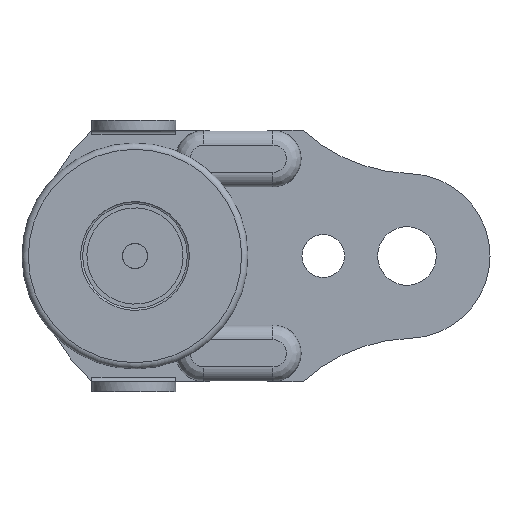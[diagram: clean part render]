
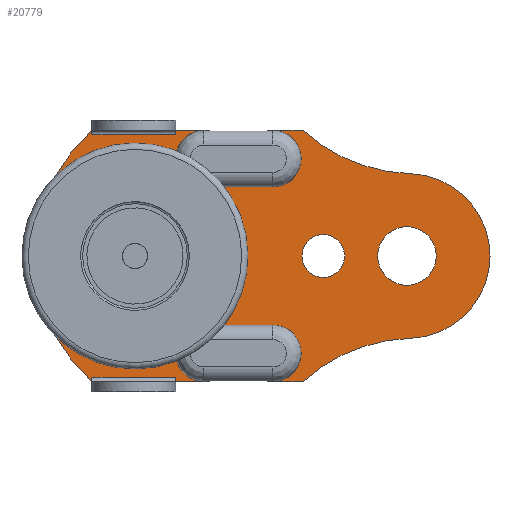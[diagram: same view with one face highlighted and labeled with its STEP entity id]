
A CAD part, left-side view. The second image highlights one B-rep face of the part: STEP entity #20779.
In plain terms, the highlighted planar face has unit normal (-1, 0, 0).
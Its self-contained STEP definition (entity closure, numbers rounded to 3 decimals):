
#76=FACE_BOUND('',#2241,.T.);
#77=FACE_BOUND('',#2242,.T.);
#78=FACE_BOUND('',#2243,.T.);
#155=PLANE('',#21926);
#1175=FACE_OUTER_BOUND('',#2240,.T.);
#2240=EDGE_LOOP('',(#13903,#13904,#13905,#13906,#13907,#13908,#13909,#13910,
#13911,#13912,#13913,#13914,#13915,#13916,#13917,#13918,#13919,#13920,#13921,
#13922));
#2241=EDGE_LOOP('',(#13923));
#2242=EDGE_LOOP('',(#13924));
#2243=EDGE_LOOP('',(#13925));
#3342=CIRCLE('',#21879,6.75);
#3347=CIRCLE('',#21885,6.75);
#3361=CIRCLE('',#21913,6.75);
#3364=CIRCLE('',#21917,6.75);
#3365=CIRCLE('',#21920,16.);
#3366=CIRCLE('',#21922,7.);
#3367=CIRCLE('',#21924,5.1);
#3368=CIRCLE('',#21927,39.888);
#3369=CIRCLE('',#21928,40.001);
#3370=CIRCLE('',#21929,19.678);
#3371=CIRCLE('',#21930,40.001);
#4079=LINE('',#29821,#6339);
#4081=LINE('',#29849,#6341);
#4086=LINE('',#29877,#6346);
#4102=LINE('',#29952,#6362);
#4104=LINE('',#29978,#6364);
#4106=LINE('',#30032,#6366);
#4107=LINE('',#30035,#6367);
#4108=LINE('',#30037,#6368);
#4109=LINE('',#30038,#6369);
#4110=LINE('',#30040,#6370);
#4111=LINE('',#30042,#6371);
#4112=LINE('',#30043,#6372);
#6339=VECTOR('',#23831,10.);
#6341=VECTOR('',#23845,10.);
#6346=VECTOR('',#23860,10.);
#6362=VECTOR('',#23920,10.);
#6364=VECTOR('',#23932,10.);
#6366=VECTOR('',#23954,10.);
#6367=VECTOR('',#23957,10.);
#6368=VECTOR('',#23958,10.);
#6369=VECTOR('',#23959,10.);
#6370=VECTOR('',#23962,10.);
#6371=VECTOR('',#23963,10.);
#6372=VECTOR('',#23964,10.);
#8613=VERTEX_POINT('',#29743);
#8615=VERTEX_POINT('',#29749);
#8630=VERTEX_POINT('',#29818);
#8631=VERTEX_POINT('',#29820);
#8633=VERTEX_POINT('',#29839);
#8636=VERTEX_POINT('',#29847);
#8638=VERTEX_POINT('',#29867);
#8639=VERTEX_POINT('',#29875);
#8652=VERTEX_POINT('',#29940);
#8655=VERTEX_POINT('',#29946);
#8656=VERTEX_POINT('',#29950);
#8657=VERTEX_POINT('',#29968);
#8659=VERTEX_POINT('',#29974);
#8661=VERTEX_POINT('',#29998);
#8662=VERTEX_POINT('',#30001);
#8663=VERTEX_POINT('',#30004);
#8664=VERTEX_POINT('',#30007);
#8667=VERTEX_POINT('',#30021);
#8668=VERTEX_POINT('',#30034);
#8669=VERTEX_POINT('',#30036);
#8670=VERTEX_POINT('',#30041);
#8671=VERTEX_POINT('',#30044);
#8672=VERTEX_POINT('',#30046);
#10686=EDGE_CURVE('',#8630,#8631,#4079,.T.);
#10689=EDGE_CURVE('',#8630,#8633,#3342,.T.);
#10693=EDGE_CURVE('',#8633,#8636,#4081,.T.);
#10696=EDGE_CURVE('',#8636,#8638,#3347,.T.);
#10701=EDGE_CURVE('',#8639,#8638,#4086,.T.);
#10729=EDGE_CURVE('',#8656,#8652,#4102,.T.);
#10732=EDGE_CURVE('',#8657,#8652,#3361,.T.);
#10735=EDGE_CURVE('',#8659,#8657,#4104,.T.);
#10737=EDGE_CURVE('',#8655,#8659,#3364,.T.);
#10738=EDGE_CURVE('',#8661,#8661,#3365,.T.);
#10739=EDGE_CURVE('',#8662,#8662,#3366,.T.);
#10740=EDGE_CURVE('',#8663,#8663,#3367,.T.);
#10744=EDGE_CURVE('',#8667,#8664,#4106,.T.);
#10745=EDGE_CURVE('',#8639,#8668,#4107,.T.);
#10746=EDGE_CURVE('',#8669,#8668,#4108,.T.);
#10747=EDGE_CURVE('',#8669,#8613,#4109,.T.);
#10748=EDGE_CURVE('',#8615,#8613,#3368,.T.);
#10749=EDGE_CURVE('',#8615,#8664,#4110,.T.);
#10750=EDGE_CURVE('',#8667,#8670,#4111,.T.);
#10751=EDGE_CURVE('',#8655,#8670,#4112,.T.);
#10752=EDGE_CURVE('',#8671,#8656,#3369,.T.);
#10753=EDGE_CURVE('',#8672,#8671,#3370,.T.);
#10754=EDGE_CURVE('',#8631,#8672,#3371,.T.);
#13903=ORIENTED_EDGE('',*,*,#10696,.T.);
#13904=ORIENTED_EDGE('',*,*,#10701,.F.);
#13905=ORIENTED_EDGE('',*,*,#10745,.T.);
#13906=ORIENTED_EDGE('',*,*,#10746,.F.);
#13907=ORIENTED_EDGE('',*,*,#10747,.T.);
#13908=ORIENTED_EDGE('',*,*,#10748,.F.);
#13909=ORIENTED_EDGE('',*,*,#10749,.T.);
#13910=ORIENTED_EDGE('',*,*,#10744,.F.);
#13911=ORIENTED_EDGE('',*,*,#10750,.T.);
#13912=ORIENTED_EDGE('',*,*,#10751,.F.);
#13913=ORIENTED_EDGE('',*,*,#10737,.T.);
#13914=ORIENTED_EDGE('',*,*,#10735,.T.);
#13915=ORIENTED_EDGE('',*,*,#10732,.T.);
#13916=ORIENTED_EDGE('',*,*,#10729,.F.);
#13917=ORIENTED_EDGE('',*,*,#10752,.F.);
#13918=ORIENTED_EDGE('',*,*,#10753,.F.);
#13919=ORIENTED_EDGE('',*,*,#10754,.F.);
#13920=ORIENTED_EDGE('',*,*,#10686,.F.);
#13921=ORIENTED_EDGE('',*,*,#10689,.T.);
#13922=ORIENTED_EDGE('',*,*,#10693,.T.);
#13923=ORIENTED_EDGE('',*,*,#10738,.T.);
#13924=ORIENTED_EDGE('',*,*,#10739,.T.);
#13925=ORIENTED_EDGE('',*,*,#10740,.T.);
#20779=ADVANCED_FACE('',(#1175,#76,#77,#78),#155,.T.);
#21879=AXIS2_PLACEMENT_3D('',#29841,#23835,#23836);
#21885=AXIS2_PLACEMENT_3D('',#29869,#23849,#23850);
#21913=AXIS2_PLACEMENT_3D('',#29972,#23925,#23926);
#21917=AXIS2_PLACEMENT_3D('',#29995,#23935,#23936);
#21920=AXIS2_PLACEMENT_3D('',#29999,#23941,#23942);
#21922=AXIS2_PLACEMENT_3D('',#30002,#23945,#23946);
#21924=AXIS2_PLACEMENT_3D('',#30005,#23949,#23950);
#21926=AXIS2_PLACEMENT_3D('',#30033,#23955,#23956);
#21927=AXIS2_PLACEMENT_3D('',#30039,#23960,#23961);
#21928=AXIS2_PLACEMENT_3D('',#30045,#23965,#23966);
#21929=AXIS2_PLACEMENT_3D('',#30047,#23967,#23968);
#21930=AXIS2_PLACEMENT_3D('',#30048,#23969,#23970);
#23831=DIRECTION('',(0.,-1.,0.));
#23835=DIRECTION('center_axis',(1.,0.,0.));
#23836=DIRECTION('ref_axis',(0.,0.,
1.));
#23845=DIRECTION('',(0.,1.,0.));
#23849=DIRECTION('center_axis',(1.,0.,0.));
#23850=DIRECTION('ref_axis',(0.,0.,
-1.));
#23860=DIRECTION('',(0.,-1.,0.));
#23920=DIRECTION('',(0.,1.,0.));
#23925=DIRECTION('center_axis',(1.,0.,0.));
#23926=DIRECTION('ref_axis',(0.,0.,
-1.));
#23932=DIRECTION('',(0.,-1.,0.));
#23935=DIRECTION('center_axis',(1.,0.,0.));
#23936=DIRECTION('ref_axis',(0.,0.,
1.));
#23941=DIRECTION('center_axis',(1.,0.,0.));
#23942=DIRECTION('ref_axis',(0.,0.,
-1.));
#23945=DIRECTION('center_axis',(1.,0.,0.));
#23946=DIRECTION('ref_axis',(0.,0.,
-1.));
#23949=DIRECTION('center_axis',(1.,0.,0.));
#23950=DIRECTION('ref_axis',(0.,0.,
-1.));
#23954=DIRECTION('',(0.,1.,0.));
#23955=DIRECTION('center_axis',(-1.,0.,0.));
#23956=DIRECTION('ref_axis',(0.,0.,
1.));
#23957=DIRECTION('',(0.,0.,-1.));
#23958=DIRECTION('',(0.,-1.,0.));
#23959=DIRECTION('',(0.,0.,1.));
#23960=DIRECTION('center_axis',(1.,0.,0.));
#23961=DIRECTION('ref_axis',(0.,0.659,0.752));
#23962=DIRECTION('',(0.,0.,1.));
#23963=DIRECTION('',(0.,0.,-1.));
#23964=DIRECTION('',(0.,1.,0.));
#23965=DIRECTION('center_axis',(-1.,0.,0.));
#23966=DIRECTION('ref_axis',(0.,-0.031,-1.));
#23967=DIRECTION('center_axis',(1.,0.,0.));
#23968=DIRECTION('ref_axis',(0.,-0.031,-1.));
#23969=DIRECTION('center_axis',(-1.,0.,0.));
#23970=DIRECTION('ref_axis',(0.,-0.671,0.741));
#29743=CARTESIAN_POINT('',(-16.042,10.288,30.));
#29749=CARTESIAN_POINT('',(-16.042,10.288,-30.));
#29818=CARTESIAN_POINT('',(-16.042,-32.962,30.));
#29820=CARTESIAN_POINT('',(-16.042,-40.172,30.));
#29821=CARTESIAN_POINT('',(-16.042,-40.172,30.));
#29839=CARTESIAN_POINT('',(-16.042,-32.962,16.5));
#29841=CARTESIAN_POINT('Origin',(-16.042,-32.962,23.25));
#29847=CARTESIAN_POINT('',(-16.042,-16.462,16.5));
#29849=CARTESIAN_POINT('',(-16.042,-22.644,16.5));
#29867=CARTESIAN_POINT('',(-16.042,-16.462,30.));
#29869=CARTESIAN_POINT('Origin',(-16.042,-16.462,23.25));
#29875=CARTESIAN_POINT('',(-16.042,-9.712,30.));
#29877=CARTESIAN_POINT('',(-16.042,-40.172,30.));
#29940=CARTESIAN_POINT('',(-16.042,-32.962,-30.));
#29946=CARTESIAN_POINT('',(-16.042,-16.462,-30.));
#29950=CARTESIAN_POINT('',(-16.042,-40.172,-30.));
#29952=CARTESIAN_POINT('',(-16.042,10.288,-30.));
#29968=CARTESIAN_POINT('',(-16.042,-32.962,-16.5));
#29972=CARTESIAN_POINT('Origin',(-16.042,-32.962,-23.25));
#29974=CARTESIAN_POINT('',(-16.042,-16.462,-16.5));
#29978=CARTESIAN_POINT('',(-16.042,-22.644,-16.5));
#29995=CARTESIAN_POINT('Origin',(-16.042,-16.462,-23.25));
#29998=CARTESIAN_POINT('',(-16.042,0.,16.));
#29999=CARTESIAN_POINT('Origin',(-16.042,0.,
0.));
#30001=CARTESIAN_POINT('',(-16.042,-65.,7.));
#30002=CARTESIAN_POINT('Origin',(-16.042,-65.,0.));
#30004=CARTESIAN_POINT('',(-16.042,-45.,5.1));
#30005=CARTESIAN_POINT('Origin',(-16.042,-45.,0.));
#30007=CARTESIAN_POINT('',(-16.042,10.288,-29.));
#30021=CARTESIAN_POINT('',(-16.042,-9.712,-29.));
#30032=CARTESIAN_POINT('',(-16.042,-14.269,-29.));
#30033=CARTESIAN_POINT('Origin',(-16.042,-28.827,12.248));
#30034=CARTESIAN_POINT('',(-16.042,-9.712,29.));
#30035=CARTESIAN_POINT('',(-16.042,-9.712,30.));
#30036=CARTESIAN_POINT('',(-16.042,10.288,29.));
#30037=CARTESIAN_POINT('',(-16.042,-14.269,29.));
#30038=CARTESIAN_POINT('',(-16.042,10.288,30.));
#30039=CARTESIAN_POINT('Origin',(-16.042,-16.,0.));
#30040=CARTESIAN_POINT('',(-16.042,10.288,-30.));
#30041=CARTESIAN_POINT('',(-16.042,-9.712,-30.));
#30042=CARTESIAN_POINT('',(-16.042,-9.712,-30.));
#30043=CARTESIAN_POINT('',(-16.042,10.288,-30.));
#30044=CARTESIAN_POINT('',(-16.042,-65.782,-19.669));
#30045=CARTESIAN_POINT('Origin',(-16.042,-67.022,-59.65));
#30046=CARTESIAN_POINT('',(-16.042,-65.782,19.669));
#30047=CARTESIAN_POINT('Origin',(-16.042,-65.172,0.));
#30048=CARTESIAN_POINT('Origin',(-16.042,-67.022,59.65));
